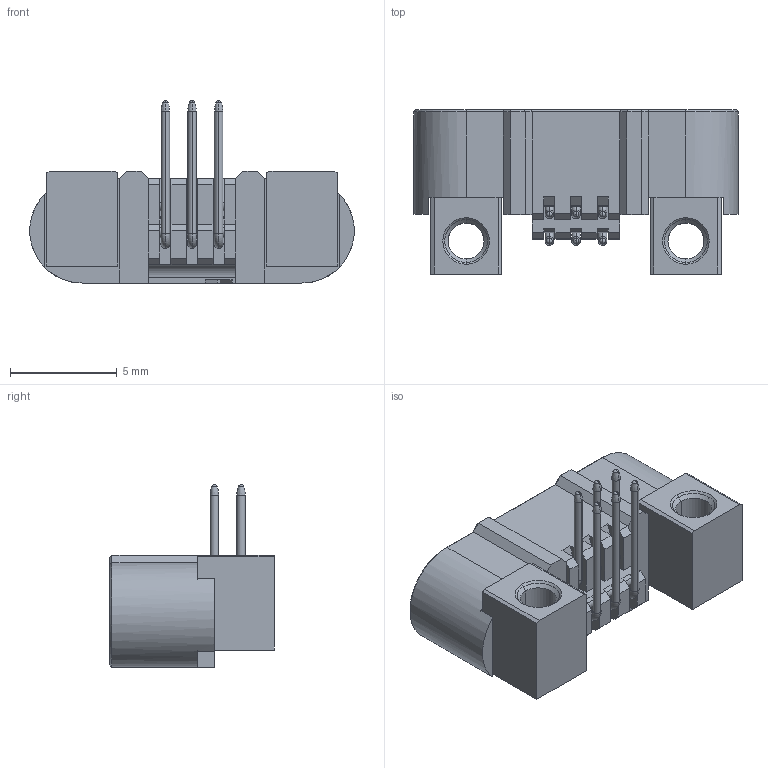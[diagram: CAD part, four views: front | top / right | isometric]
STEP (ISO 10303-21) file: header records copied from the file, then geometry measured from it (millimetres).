
FILE_DESCRIPTION((''),'2;1');
FILE_NAME('G125-MH10605M4P_ASM','2020-02-24T14:38:54',('rportlock'),(''),'CREO PARAMETRIC BY PTC INC, 2019344','CREO PARAMETRIC BY PTC INC, 2019344','');
FILE_SCHEMA(('CONFIG_CONTROL_DESIGN','SHAPE_APPEARANCE_LAYERS_GROUPS'));
Length unit declared in the file: millimetre
Products named in the file (5): G125-3270696; G125-4640000; G125-1060005_BENT; G125-1070005_BENT; G125-MH10605M4P_ASM
Assembly tree (9 placements, depth 2):
  G125-MH10605M4P_ASM
    G125-3270696
    G125-4640000  x2
    G125-1060005_BENT  x3
    G125-1070005_BENT  x3
Bounding box: 15.2 x 7.7 x 8.55 mm (x, y, z)
Volume: 324.2 mm3; surface area: 939.7 mm2
Topology: 9 solids, 13 shells, 1085 faces, 2428 edges, 1370 vertices
Faces by surface type: bspline 648, plane 211, cylinder 120, torus 72, cone 34
Entity records: 27098 total; most frequent: CARTESIAN_POINT 13297, ORIENTED_EDGE 2316, DIRECTION 1816, PRESENTATION_STYLE_ASSIGNMENT 1170, STYLED_ITEM 1170, CURVE_STYLE 1164, EDGE_CURVE 1164, VERTEX_POINT 683
